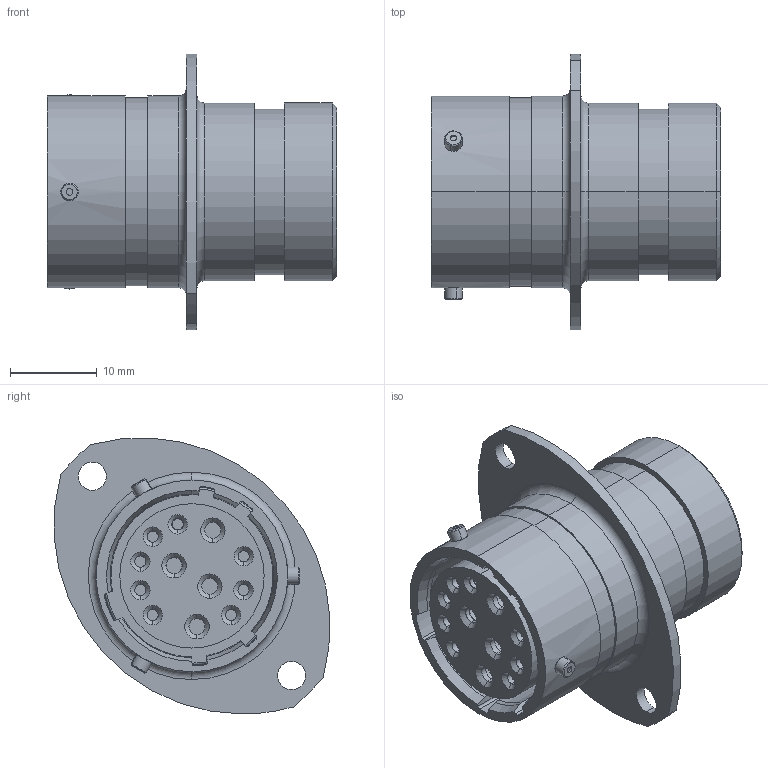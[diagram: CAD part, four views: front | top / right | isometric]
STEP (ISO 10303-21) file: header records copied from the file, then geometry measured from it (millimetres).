
FILE_DESCRIPTION (( 'STEP AP214' ), '1' );
FILE_NAME ('AS014-97SA.STEP', '2019-09-24T11:05:02', ( 'TE Connectivity' ), ( 'TE Connectivity' ), 'SwSTEP 2.0', 'SolidWorks 2016', '' );
FILE_SCHEMA (( 'AUTOMOTIVE_DESIGN' ));
Length unit declared in the file: millimetre
Products named in the file (1): AS014-97SA
Bounding box: 33.31 x 31.76 x 31.8 mm (x, y, z)
Volume: 9561.8 mm3; surface area: 10845.1 mm2
Topology: 9 solids, 9 shells, 512 faces, 1132 edges, 661 vertices
Faces by surface type: cylinder 196, torus 126, cone 116, plane 62, sphere 12
Entity records: 20197 total; most frequent: DIRECTION 2865, CARTESIAN_POINT 2558, ORIENTED_EDGE 2252, AXIS2_PLACEMENT_3D 1264, EDGE_CURVE 1126, CIRCLE 751, VERTEX_POINT 661, EDGE_LOOP 605
